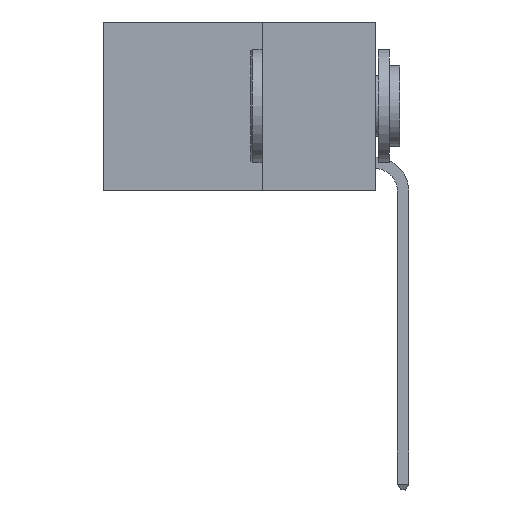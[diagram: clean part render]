
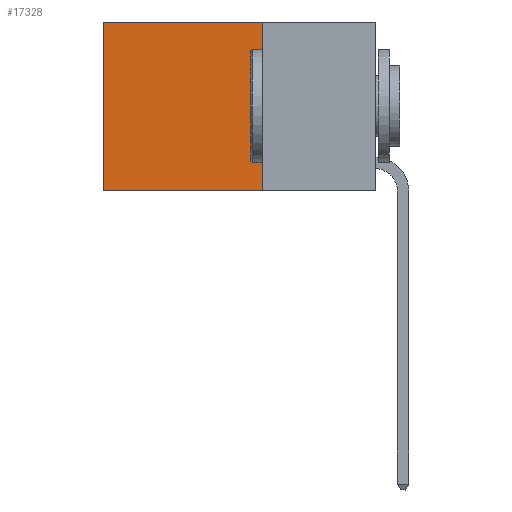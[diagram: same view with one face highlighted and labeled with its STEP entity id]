
A CAD part, left-side view. The second image highlights one B-rep face of the part: STEP entity #17328.
In plain terms, the highlighted planar face has unit normal (-1, 0, 0).
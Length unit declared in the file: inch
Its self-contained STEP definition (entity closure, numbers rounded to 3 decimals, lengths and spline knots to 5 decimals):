
#186 = CARTESIAN_POINT ( 'NONE',  ( 0.2625, 0.6, -0.37 ) ) ;
#464 = VERTEX_POINT ( 'NONE', #25596 ) ;
#1076 = EDGE_CURVE ( 'NONE', #9379, #15164, #9601, .T. ) ;
#1749 = VECTOR ( 'NONE', #9388, 39.37008 ) ;
#2669 = FACE_OUTER_BOUND ( 'NONE', #25865, .T. ) ;
#3871 = VECTOR ( 'NONE', #26013, 39.37008 ) ;
#5321 = CARTESIAN_POINT ( 'NONE',  ( 0.2625, 0.25, 0. ) ) ;
#5719 = VECTOR ( 'NONE', #9782, 39.37008 ) ;
#7457 = ORIENTED_EDGE ( 'NONE', *, *, #1076, .F. ) ;
#7886 = CARTESIAN_POINT ( 'NONE',  ( 0.2625, 0.6, 0. ) ) ;
#9379 = VERTEX_POINT ( 'NONE', #14974 ) ;
#9388 = DIRECTION ( 'NONE',  ( 0., 1., 0. ) ) ;
#9601 = LINE ( 'NONE', #17584, #15221 ) ;
#9743 = DIRECTION ( 'NONE',  ( 0., 1., 0. ) ) ;
#9782 = DIRECTION ( 'NONE',  ( 0., 0., -1. ) ) ;
#10067 = EDGE_CURVE ( 'NONE', #22768, #9379, #16151, .T. ) ;
#11065 = ORIENTED_EDGE ( 'NONE', *, *, #16247, .T. ) ;
#13707 = LINE ( 'NONE', #7886, #3871 ) ;
#14108 = CARTESIAN_POINT ( 'NONE',  ( 0.2625, 0.25, 0. ) ) ;
#14129 = EDGE_CURVE ( 'NONE', #464, #15164, #13707, .T. ) ;
#14132 = ORIENTED_EDGE ( 'NONE', *, *, #14129, .T. ) ;
#14861 = DIRECTION ( 'NONE',  ( 1., 0., 0. ) ) ;
#14974 = CARTESIAN_POINT ( 'NONE',  ( 0.2625, 0.25, -0.37 ) ) ;
#15037 = CARTESIAN_POINT ( 'NONE',  ( 0.2625, 0.25, 0. ) ) ;
#15164 = VERTEX_POINT ( 'NONE', #186 ) ;
#15221 = VECTOR ( 'NONE', #9743, 39.37008 ) ;
#16151 = LINE ( 'NONE', #14108, #5719 ) ;
#16247 = EDGE_CURVE ( 'NONE', #22768, #464, #22113, .T. ) ;
#17328 = ADVANCED_FACE ( 'NONE', ( #2669 ), #19205, .F. ) ;
#17584 = CARTESIAN_POINT ( 'NONE',  ( 0.2625, 0.25, -0.37 ) ) ;
#18801 = DIRECTION ( 'NONE',  ( 0., 0., -1. ) ) ;
#19205 = PLANE ( 'NONE',  #22120 ) ;
#20930 = ORIENTED_EDGE ( 'NONE', *, *, #10067, .F. ) ;
#22113 = LINE ( 'NONE', #5321, #1749 ) ;
#22120 = AXIS2_PLACEMENT_3D ( 'NONE', #25390, #14861, #18801 ) ;
#22768 = VERTEX_POINT ( 'NONE', #15037 ) ;
#25390 = CARTESIAN_POINT ( 'NONE',  ( 0.2625, 0.25, 0. ) ) ;
#25596 = CARTESIAN_POINT ( 'NONE',  ( 0.2625, 0.6, 0. ) ) ;
#25865 = EDGE_LOOP ( 'NONE', ( #14132, #7457, #20930, #11065 ) ) ;
#26013 = DIRECTION ( 'NONE',  ( 0., 0., -1. ) ) ;
